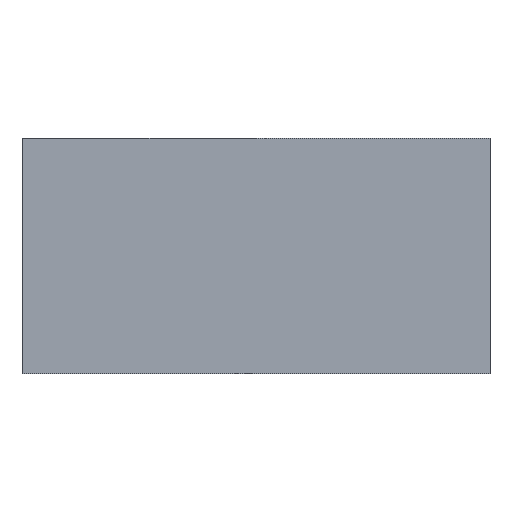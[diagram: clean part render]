
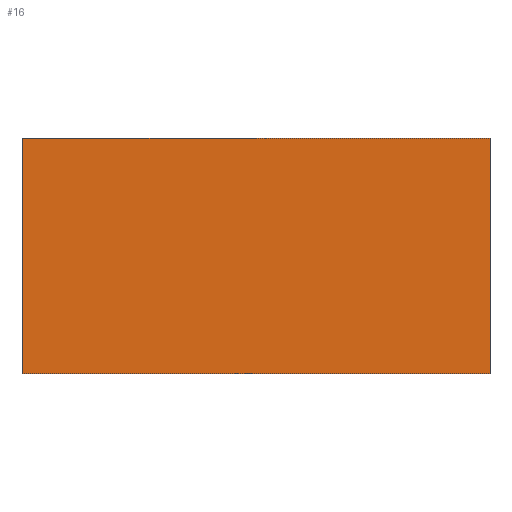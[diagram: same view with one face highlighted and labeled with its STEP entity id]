
A CAD part, front view. The second image highlights one B-rep face of the part: STEP entity #16.
In plain terms, the highlighted planar face has unit normal (0, -1, 0).
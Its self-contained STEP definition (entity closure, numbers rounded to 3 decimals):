
#11 = DIRECTION ( 'NONE',  ( -1., 0., 0. ) ) ;
#16 = ADVANCED_FACE ( 'NONE', ( #42 ), #21, .F. ) ;
#17 = ORIENTED_EDGE ( 'NONE', *, *, #209, .F. ) ;
#20 = VECTOR ( 'NONE', #11, 1000. ) ;
#21 = PLANE ( 'NONE',  #60 ) ;
#23 = CARTESIAN_POINT ( 'NONE',  ( 0., 0., 0. ) ) ;
#35 = EDGE_CURVE ( 'NONE', #151, #164, #187, .T. ) ;
#38 = CARTESIAN_POINT ( 'NONE',  ( -100., 0., 50.25 ) ) ;
#40 = CARTESIAN_POINT ( 'NONE',  ( 100., 0., -50.25 ) ) ;
#42 = FACE_OUTER_BOUND ( 'NONE', #142, .T. ) ;
#43 = VERTEX_POINT ( 'NONE', #40 ) ;
#47 = CARTESIAN_POINT ( 'NONE',  ( -100., 0., -50.25 ) ) ;
#53 = ORIENTED_EDGE ( 'NONE', *, *, #35, .F. ) ;
#60 = AXIS2_PLACEMENT_3D ( 'NONE', #23, #152, #170 ) ;
#71 = VECTOR ( 'NONE', #83, 1000. ) ;
#76 = VERTEX_POINT ( 'NONE', #95 ) ;
#81 = ORIENTED_EDGE ( 'NONE', *, *, #168, .F. ) ;
#83 = DIRECTION ( 'NONE',  ( 0., 0., -1. ) ) ;
#95 = CARTESIAN_POINT ( 'NONE',  ( 100., 0., 50.25 ) ) ;
#98 = CARTESIAN_POINT ( 'NONE',  ( 100., 0., -50.25 ) ) ;
#103 = CARTESIAN_POINT ( 'NONE',  ( -100., 0., -50.25 ) ) ;
#113 = LINE ( 'NONE', #38, #153 ) ;
#122 = EDGE_CURVE ( 'NONE', #164, #76, #113, .T. ) ;
#137 = LINE ( 'NONE', #98, #71 ) ;
#142 = EDGE_LOOP ( 'NONE', ( #53, #17, #81, #195 ) ) ;
#145 = CARTESIAN_POINT ( 'NONE',  ( -100., 0., -50.25 ) ) ;
#151 = VERTEX_POINT ( 'NONE', #103 ) ;
#152 = DIRECTION ( 'NONE',  ( 0., 1., 0. ) ) ;
#153 = VECTOR ( 'NONE', #183, 1000. ) ;
#155 = LINE ( 'NONE', #47, #20 ) ;
#159 = CARTESIAN_POINT ( 'NONE',  ( -100., 0., 50.25 ) ) ;
#164 = VERTEX_POINT ( 'NONE', #159 ) ;
#168 = EDGE_CURVE ( 'NONE', #76, #43, #137, .T. ) ;
#170 = DIRECTION ( 'NONE',  ( 0., 0., 1. ) ) ;
#173 = VECTOR ( 'NONE', #221, 1000. ) ;
#183 = DIRECTION ( 'NONE',  ( 1., 0., 0. ) ) ;
#187 = LINE ( 'NONE', #145, #173 ) ;
#195 = ORIENTED_EDGE ( 'NONE', *, *, #122, .F. ) ;
#209 = EDGE_CURVE ( 'NONE', #43, #151, #155, .T. ) ;
#221 = DIRECTION ( 'NONE',  ( 0., 0., 1. ) ) ;
